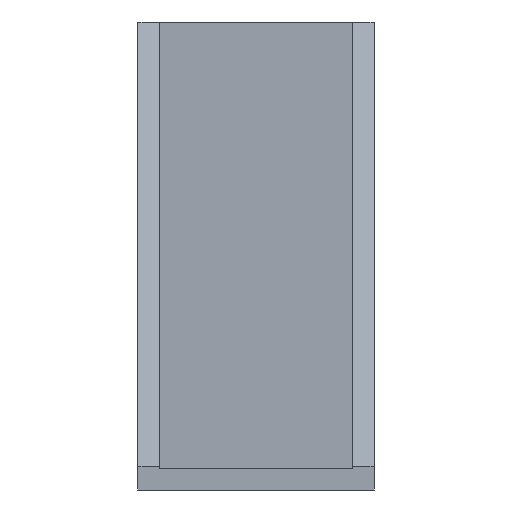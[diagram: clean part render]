
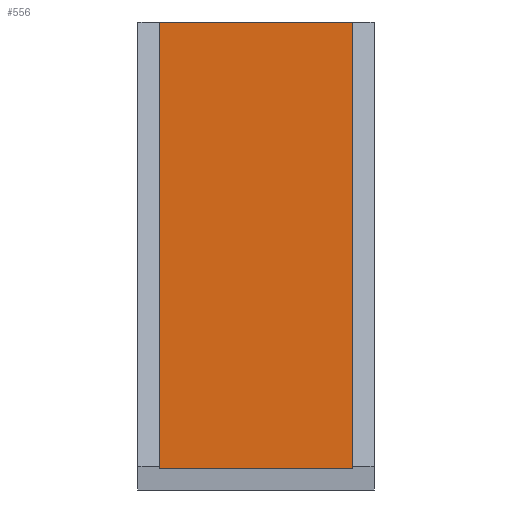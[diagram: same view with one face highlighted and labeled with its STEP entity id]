
A CAD part, left-side view. The second image highlights one B-rep face of the part: STEP entity #556.
In plain terms, the highlighted planar face has unit normal (-1, 0, 0).
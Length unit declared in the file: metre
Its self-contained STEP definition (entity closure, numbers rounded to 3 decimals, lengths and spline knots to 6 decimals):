
#98=ORIENTED_EDGE('',*,*,#228,.T.);
#99=ORIENTED_EDGE('',*,*,#232,.T.);
#100=ORIENTED_EDGE('',*,*,#233,.F.);
#101=ORIENTED_EDGE('',*,*,#234,.F.);
#228=EDGE_CURVE('',#290,#291,#342,.T.);
#232=EDGE_CURVE('',#291,#294,#346,.T.);
#233=EDGE_CURVE('',#295,#294,#347,.T.);
#234=EDGE_CURVE('',#290,#295,#348,.T.);
#290=VERTEX_POINT('',#883);
#291=VERTEX_POINT('',#884);
#294=VERTEX_POINT('',#892);
#295=VERTEX_POINT('',#894);
#342=LINE('',#882,#398);
#346=LINE('',#891,#402);
#347=LINE('',#893,#403);
#348=LINE('',#895,#404);
#398=VECTOR('',#715,1.);
#402=VECTOR('',#721,1.);
#403=VECTOR('',#722,1.);
#404=VECTOR('',#723,1.);
#436=EDGE_LOOP('',(#98,#99,#100,#101));
#490=FACE_BOUND('',#436,.T.);
#534=PLANE('',#609);
#556=ADVANCED_FACE('',(#490),#534,.F.);
#609=AXIS2_PLACEMENT_3D('',#890,#719,#720);
#715=DIRECTION('',(0.,0.,-1.));
#719=DIRECTION('',(1.,0.,0.));
#720=DIRECTION('',(0.,1.,0.));
#721=DIRECTION('',(0.,-1.,0.));
#722=DIRECTION('',(0.,0.,-1.));
#723=DIRECTION('',(0.,-1.,0.));
#882=CARTESIAN_POINT('',(-0.0235,0.01,0.0436));
#883=CARTESIAN_POINT('',(-0.0235,0.01,0.0436));
#884=CARTESIAN_POINT('',(-0.0235,0.01,0.002));
#890=CARTESIAN_POINT('',(-0.0235,-0.004,0.0436));
#891=CARTESIAN_POINT('',(-0.0235,0.005,0.002));
#892=CARTESIAN_POINT('',(-0.0235,-0.008,0.002));
#893=CARTESIAN_POINT('',(-0.0235,-0.008,0.0436));
#894=CARTESIAN_POINT('',(-0.0235,-0.008,0.0436));
#895=CARTESIAN_POINT('',(-0.0235,-0.004,0.0436));
